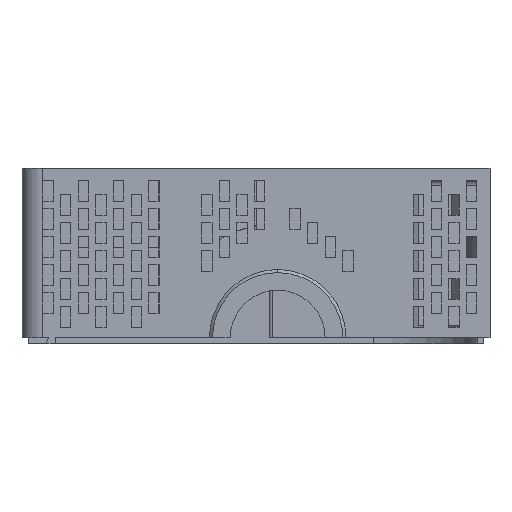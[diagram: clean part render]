
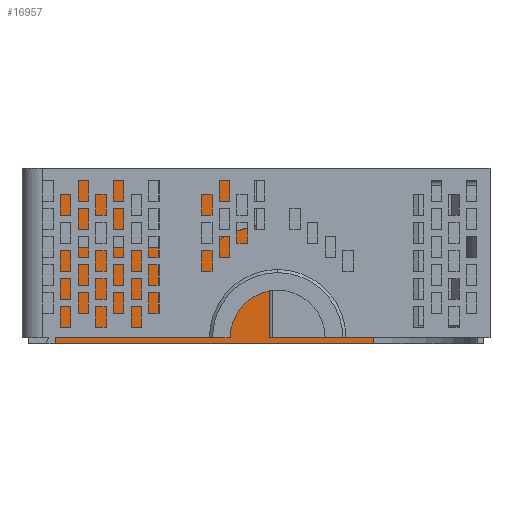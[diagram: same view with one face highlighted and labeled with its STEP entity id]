
A CAD part, front view. The second image highlights one B-rep face of the part: STEP entity #16957.
In plain terms, the highlighted planar face has unit normal (0, -1, 0).
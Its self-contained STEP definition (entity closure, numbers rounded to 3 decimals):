
#350 = CARTESIAN_POINT ( 'NONE',  ( -29.438, 91.729, -119.695 ) ) ;
#449 = CARTESIAN_POINT ( 'NONE',  ( -73.888, 91.729, -119.695 ) ) ;
#488 = VERTEX_POINT ( 'NONE', #22906 ) ;
#508 = DIRECTION ( 'NONE',  ( 0., 0., 1. ) ) ;
#712 = DIRECTION ( 'NONE',  ( -1., 0., 0. ) ) ;
#745 = EDGE_CURVE ( 'NONE', #16287, #10729, #15743, .T. ) ;
#1142 = EDGE_CURVE ( 'NONE', #5008, #23995, #17070, .T. ) ;
#1221 = CARTESIAN_POINT ( 'NONE',  ( -29.438, 91.729, -119.695 ) ) ;
#1478 = VECTOR ( 'NONE', #10806, 1000. ) ;
#1828 = VECTOR ( 'NONE', #23170, 1000. ) ;
#2178 = CARTESIAN_POINT ( 'NONE',  ( -76.288, 91.729, -119.695 ) ) ;
#2506 = EDGE_CURVE ( 'NONE', #10729, #23590, #11225, .T. ) ;
#2598 = DIRECTION ( 'NONE',  ( 0., 0., 1. ) ) ;
#2634 = DIRECTION ( 'NONE',  ( 0., 0., 1. ) ) ;
#3115 = EDGE_CURVE ( 'NONE', #6572, #5008, #12543, .T. ) ;
#3187 = CARTESIAN_POINT ( 'NONE',  ( -29.438, 91.729, -141.045 ) ) ;
#3309 = CARTESIAN_POINT ( 'NONE',  ( -31.188, 91.729, -141.045 ) ) ;
#3569 = EDGE_LOOP ( 'NONE', ( #10303, #21510, #27890, #13295, #8838, #8312, #24083, #18632, #26760, #22162, #8048, #11536, #5965, #11102, #3602, #10412, #29043, #9582 ) ) ;
#3602 = ORIENTED_EDGE ( 'NONE', *, *, #7800, .F. ) ;
#3647 = CARTESIAN_POINT ( 'NONE',  ( -76.288, 91.729, -142.245 ) ) ;
#3793 = CARTESIAN_POINT ( 'NONE',  ( 0., 91.729, -141.045 ) ) ;
#5008 = VERTEX_POINT ( 'NONE', #3647 ) ;
#5193 = EDGE_CURVE ( 'NONE', #22849, #30579, #6665, .T. ) ;
#5709 = LINE ( 'NONE', #3309, #31306 ) ;
#5965 = ORIENTED_EDGE ( 'NONE', *, *, #28024, .T. ) ;
#6572 = VERTEX_POINT ( 'NONE', #2178 ) ;
#6665 = LINE ( 'NONE', #3793, #17745 ) ;
#7366 = LINE ( 'NONE', #24368, #30667 ) ;
#7800 = EDGE_CURVE ( 'NONE', #24170, #22003, #17719, .T. ) ;
#8009 = LINE ( 'NONE', #24524, #13597 ) ;
#8048 = ORIENTED_EDGE ( 'NONE', *, *, #745, .T. ) ;
#8298 = EDGE_CURVE ( 'NONE', #22926, #14608, #5709, .T. ) ;
#8312 = ORIENTED_EDGE ( 'NONE', *, *, #19026, .F. ) ;
#8507 = CARTESIAN_POINT ( 'NONE',  ( -29.438, 91.729, -119.695 ) ) ;
#8838 = ORIENTED_EDGE ( 'NONE', *, *, #8298, .F. ) ;
#8948 = CARTESIAN_POINT ( 'NONE',  ( -56.138, 91.729, -119.695 ) ) ;
#8952 = LINE ( 'NONE', #16113, #12267 ) ;
#9384 = CARTESIAN_POINT ( 'NONE',  ( -53.738, 91.729, -119.695 ) ) ;
#9573 = DIRECTION ( 'NONE',  ( 1., 0., 0. ) ) ;
#9582 = ORIENTED_EDGE ( 'NONE', *, *, #1142, .T. ) ;
#10303 = ORIENTED_EDGE ( 'NONE', *, *, #25987, .T. ) ;
#10412 = ORIENTED_EDGE ( 'NONE', *, *, #17855, .F. ) ;
#10477 = CARTESIAN_POINT ( 'NONE',  ( -76.288, 91.729, -141.045 ) ) ;
#10602 = LINE ( 'NONE', #22484, #19827 ) ;
#10710 = VERTEX_POINT ( 'NONE', #19232 ) ;
#10729 = VERTEX_POINT ( 'NONE', #9384 ) ;
#10806 = DIRECTION ( 'NONE',  ( 0., 0., 1. ) ) ;
#10821 = FACE_OUTER_BOUND ( 'NONE', #3569, .T. ) ;
#11102 = ORIENTED_EDGE ( 'NONE', *, *, #23312, .T. ) ;
#11225 = LINE ( 'NONE', #8507, #28237 ) ;
#11536 = ORIENTED_EDGE ( 'NONE', *, *, #2506, .T. ) ;
#11582 = VECTOR ( 'NONE', #25507, 1000. ) ;
#12267 = VECTOR ( 'NONE', #23544, 1000. ) ;
#12504 = VECTOR ( 'NONE', #31349, 1000. ) ;
#12533 = VECTOR ( 'NONE', #2634, 1000. ) ;
#12543 = LINE ( 'NONE', #10477, #24747 ) ;
#12795 = VERTEX_POINT ( 'NONE', #15495 ) ;
#13295 = ORIENTED_EDGE ( 'NONE', *, *, #24673, .T. ) ;
#13490 = DIRECTION ( 'NONE',  ( 1., 0., 0. ) ) ;
#13597 = VECTOR ( 'NONE', #712, 1000. ) ;
#14144 = LINE ( 'NONE', #18438, #27680 ) ;
#14226 = EDGE_CURVE ( 'NONE', #10710, #16287, #29167, .T. ) ;
#14545 = CARTESIAN_POINT ( 'NONE',  ( -73.888, 91.729, -141.045 ) ) ;
#14608 = VERTEX_POINT ( 'NONE', #27528 ) ;
#15495 = CARTESIAN_POINT ( 'NONE',  ( -18.938, 91.729, -110.745 ) ) ;
#15743 = LINE ( 'NONE', #30635, #1828 ) ;
#15983 = AXIS2_PLACEMENT_3D ( 'NONE', #3187, #17964, #508 ) ;
#16113 = CARTESIAN_POINT ( 'NONE',  ( -18.938, 91.729, -141.045 ) ) ;
#16287 = VERTEX_POINT ( 'NONE', #19222 ) ;
#16957 = ADVANCED_FACE ( 'NONE', ( #10821 ), #30172, .F. ) ;
#17070 = LINE ( 'NONE', #19439, #12504 ) ;
#17453 = EDGE_CURVE ( 'NONE', #29098, #19383, #7366, .T. ) ;
#17617 = DIRECTION ( 'NONE',  ( 0., 0., -1. ) ) ;
#17719 = LINE ( 'NONE', #14545, #12533 ) ;
#17745 = VECTOR ( 'NONE', #13490, 1000. ) ;
#17799 = CARTESIAN_POINT ( 'NONE',  ( -35.988, 91.729, -141.045 ) ) ;
#17855 = EDGE_CURVE ( 'NONE', #6572, #24170, #26710, .T. ) ;
#17964 = DIRECTION ( 'NONE',  ( 0., 1., 0. ) ) ;
#18438 = CARTESIAN_POINT ( 'NONE',  ( -29.438, 91.729, -130.045 ) ) ;
#18632 = ORIENTED_EDGE ( 'NONE', *, *, #24176, .T. ) ;
#18769 = LINE ( 'NONE', #31297, #26349 ) ;
#19023 = CARTESIAN_POINT ( 'NONE',  ( -35.988, 91.729, -119.695 ) ) ;
#19025 = CARTESIAN_POINT ( 'NONE',  ( -10.938, 91.729, -142.245 ) ) ;
#19026 = EDGE_CURVE ( 'NONE', #29098, #22926, #14144, .T. ) ;
#19222 = CARTESIAN_POINT ( 'NONE',  ( -53.738, 91.729, -110.745 ) ) ;
#19232 = CARTESIAN_POINT ( 'NONE',  ( -35.988, 91.729, -110.745 ) ) ;
#19239 = DIRECTION ( 'NONE',  ( 0., 0., 1. ) ) ;
#19383 = VERTEX_POINT ( 'NONE', #23146 ) ;
#19439 = CARTESIAN_POINT ( 'NONE',  ( 0., 91.729, -142.245 ) ) ;
#19445 = DIRECTION ( 'NONE',  ( 0., 0., 1. ) ) ;
#19641 = CARTESIAN_POINT ( 'NONE',  ( -29.438, 91.729, -110.745 ) ) ;
#19708 = VECTOR ( 'NONE', #26092, 1000. ) ;
#19709 = CARTESIAN_POINT ( 'NONE',  ( -18.938, 91.729, -141.045 ) ) ;
#19827 = VECTOR ( 'NONE', #29963, 1000. ) ;
#21510 = ORIENTED_EDGE ( 'NONE', *, *, #5193, .F. ) ;
#21638 = LINE ( 'NONE', #23705, #19708 ) ;
#22003 = VERTEX_POINT ( 'NONE', #31382 ) ;
#22162 = ORIENTED_EDGE ( 'NONE', *, *, #14226, .T. ) ;
#22484 = CARTESIAN_POINT ( 'NONE',  ( -56.138, 91.729, -141.045 ) ) ;
#22577 = VECTOR ( 'NONE', #9573, 1000. ) ;
#22849 = VERTEX_POINT ( 'NONE', #19709 ) ;
#22906 = CARTESIAN_POINT ( 'NONE',  ( -56.138, 91.729, -110.745 ) ) ;
#22926 = VERTEX_POINT ( 'NONE', #29864 ) ;
#22950 = DIRECTION ( 'NONE',  ( -1., 0., 0. ) ) ;
#23146 = CARTESIAN_POINT ( 'NONE',  ( -33.588, 91.729, -119.695 ) ) ;
#23170 = DIRECTION ( 'NONE',  ( 0., 0., -1. ) ) ;
#23312 = EDGE_CURVE ( 'NONE', #488, #22003, #8009, .T. ) ;
#23544 = DIRECTION ( 'NONE',  ( 0., 0., 1. ) ) ;
#23590 = VERTEX_POINT ( 'NONE', #8948 ) ;
#23705 = CARTESIAN_POINT ( 'NONE',  ( -29.438, 91.729, -110.745 ) ) ;
#23942 = CARTESIAN_POINT ( 'NONE',  ( -10.938, 91.729, -141.045 ) ) ;
#23995 = VERTEX_POINT ( 'NONE', #19025 ) ;
#24083 = ORIENTED_EDGE ( 'NONE', *, *, #17453, .T. ) ;
#24170 = VERTEX_POINT ( 'NONE', #449 ) ;
#24176 = EDGE_CURVE ( 'NONE', #19383, #30552, #29810, .T. ) ;
#24368 = CARTESIAN_POINT ( 'NONE',  ( -33.588, 91.729, -141.045 ) ) ;
#24524 = CARTESIAN_POINT ( 'NONE',  ( -29.438, 91.729, -110.745 ) ) ;
#24673 = EDGE_CURVE ( 'NONE', #12795, #14608, #21638, .T. ) ;
#24747 = VECTOR ( 'NONE', #17617, 1000. ) ;
#25053 = CARTESIAN_POINT ( 'NONE',  ( -33.588, 91.729, -130.045 ) ) ;
#25339 = VECTOR ( 'NONE', #29018, 1000. ) ;
#25363 = EDGE_CURVE ( 'NONE', #30552, #10710, #27308, .T. ) ;
#25507 = DIRECTION ( 'NONE',  ( -1., 0., 0. ) ) ;
#25567 = DIRECTION ( 'NONE',  ( 1., 0., 0. ) ) ;
#25987 = EDGE_CURVE ( 'NONE', #23995, #30579, #18769, .T. ) ;
#26092 = DIRECTION ( 'NONE',  ( -1., 0., 0. ) ) ;
#26349 = VECTOR ( 'NONE', #19239, 1000. ) ;
#26710 = LINE ( 'NONE', #350, #22577 ) ;
#26760 = ORIENTED_EDGE ( 'NONE', *, *, #25363, .T. ) ;
#27308 = LINE ( 'NONE', #17799, #1478 ) ;
#27528 = CARTESIAN_POINT ( 'NONE',  ( -31.188, 91.729, -110.745 ) ) ;
#27680 = VECTOR ( 'NONE', #25567, 1000. ) ;
#27890 = ORIENTED_EDGE ( 'NONE', *, *, #31166, .T. ) ;
#28024 = EDGE_CURVE ( 'NONE', #23590, #488, #10602, .T. ) ;
#28237 = VECTOR ( 'NONE', #22950, 1000. ) ;
#29018 = DIRECTION ( 'NONE',  ( -1., 0., 0. ) ) ;
#29043 = ORIENTED_EDGE ( 'NONE', *, *, #3115, .T. ) ;
#29098 = VERTEX_POINT ( 'NONE', #25053 ) ;
#29167 = LINE ( 'NONE', #19641, #25339 ) ;
#29810 = LINE ( 'NONE', #1221, #11582 ) ;
#29864 = CARTESIAN_POINT ( 'NONE',  ( -31.188, 91.729, -130.045 ) ) ;
#29963 = DIRECTION ( 'NONE',  ( 0., 0., 1. ) ) ;
#30172 = PLANE ( 'NONE',  #15983 ) ;
#30552 = VERTEX_POINT ( 'NONE', #19023 ) ;
#30579 = VERTEX_POINT ( 'NONE', #23942 ) ;
#30635 = CARTESIAN_POINT ( 'NONE',  ( -53.738, 91.729, -141.045 ) ) ;
#30667 = VECTOR ( 'NONE', #19445, 1000. ) ;
#31166 = EDGE_CURVE ( 'NONE', #22849, #12795, #8952, .T. ) ;
#31297 = CARTESIAN_POINT ( 'NONE',  ( -10.938, 91.729, -142.245 ) ) ;
#31306 = VECTOR ( 'NONE', #2598, 1000. ) ;
#31349 = DIRECTION ( 'NONE',  ( 1., 0., 0. ) ) ;
#31382 = CARTESIAN_POINT ( 'NONE',  ( -73.888, 91.729, -110.745 ) ) ;
